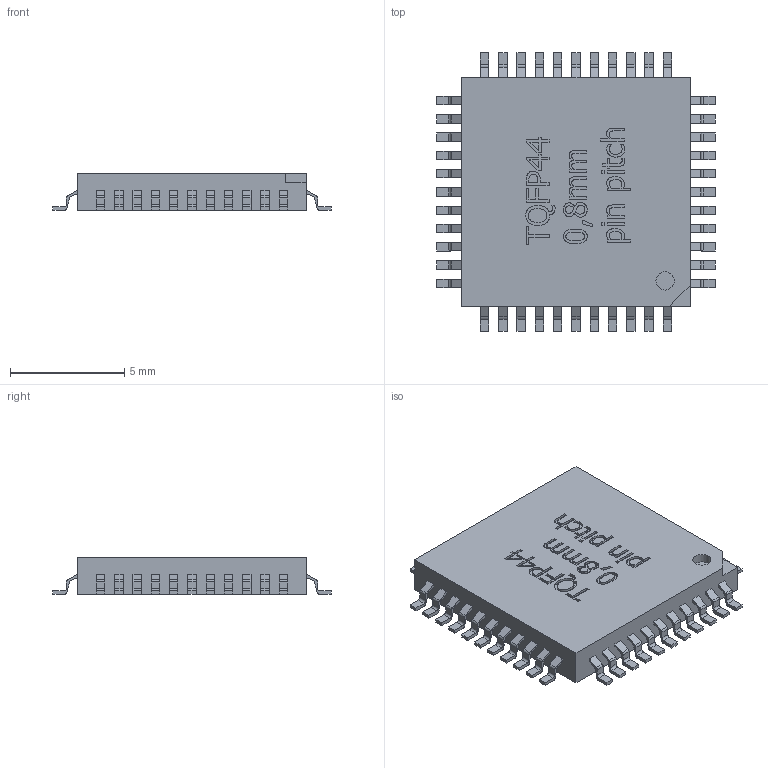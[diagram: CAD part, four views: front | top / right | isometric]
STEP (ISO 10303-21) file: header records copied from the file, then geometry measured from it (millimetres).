
FILE_DESCRIPTION((''),'2;1');
FILE_NAME('TQFP44.stp','2011-12-05T18:45:44',('Zooley'),(''),'Autodesk Inventor 2011','Autodesk Inventor 2011','');
FILE_SCHEMA(('AUTOMOTIVE_DESIGN { 1 0 10303 214 1 1 1 1 }'));
Length unit declared in the file: millimetre
Products named in the file (1): TQFP44
Bounding box: 12.2 x 12.2 x 1.6 mm (x, y, z)
Volume: 161.8 mm3; surface area: 341.2 mm2
Topology: 1 solids, 1 shells, 884 faces, 2418 edges, 1612 vertices
Faces by surface type: plane 581, cylinder 178, bspline 125
Full cylindrical faces by diameter (mm): 0.8 x1, 1 x1
Entity records: 29381 total; most frequent: CARTESIAN_POINT 6535, ORIENTED_EDGE 4832, DIRECTION 4043, EDGE_CURVE 2416, VECTOR 1811, LINE 1811, VERTEX_POINT 1612, AXIS2_PLACEMENT_3D 1116
